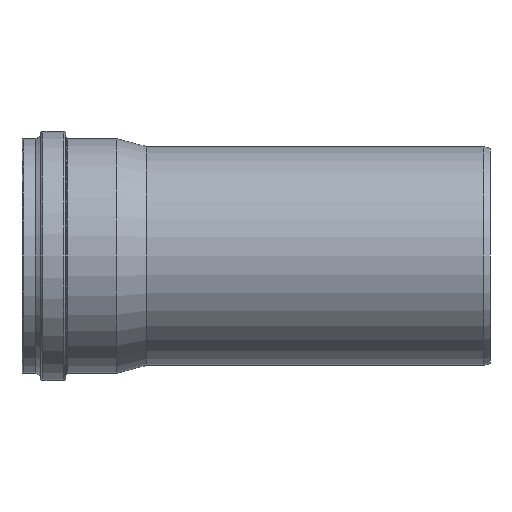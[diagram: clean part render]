
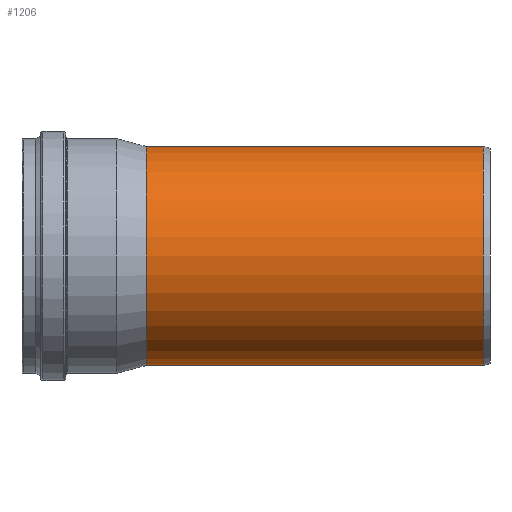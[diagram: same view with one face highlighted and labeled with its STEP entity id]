
A CAD part, left-side view. The second image highlights one B-rep face of the part: STEP entity #1206.
In plain terms, the highlighted cylindrical face has radius 200 mm (diameter 400 mm), a full revolution.
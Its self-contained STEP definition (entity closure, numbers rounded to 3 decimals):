
#110=FACE_OUTER_BOUND('',#183,.T.);
#183=EDGE_LOOP('',(#973,#974,#975,#976,#977,#978,#979,#980,#981));
#294=CIRCLE('',#1376,200.);
#295=CIRCLE('',#1378,200.);
#385=LINE('',#2335,#425);
#386=LINE('',#2336,#426);
#425=VECTOR('',#1737,200.);
#426=VECTOR('',#1738,200.);
#443=B_SPLINE_CURVE_WITH_KNOTS('',3,(#1955,#1956,#1957,#1958,#1959,#1960,
#1961,#1962,#1963,#1964,#1965,#1966,#1967,#1968,#1969,#1970,#1971,#1972,
#1973,#1974,#1975,#1976),.UNSPECIFIED.,.F.,.F.,(4,2,2,2,2,2,2,2,2,2,4),
(0.,1.627,3.254,6.509,9.763,
13.017,16.163,19.309,22.455,24.028,
25.601),.UNSPECIFIED.);
#444=B_SPLINE_CURVE_WITH_KNOTS('',3,(#1978,#1979,#1980,#1981,#1982,#1983,
#1984,#1985,#1986,#1987,#1988,#1989,#1990,#1991,#1992,#1993,#1994,#1995,
#1996,#1997,#1998,#1999),.UNSPECIFIED.,.F.,.F.,(4,2,2,2,2,2,2,2,2,2,4),
(76.38,77.943,79.506,82.631,85.757,
88.882,92.051,95.22,98.388,99.973,
101.557),.UNSPECIFIED.);
#445=B_SPLINE_CURVE_WITH_KNOTS('',3,(#2003,#2004,#2005,#2006,#2007,#2008,
#2009,#2010,#2011,#2012,#2013,#2014,#2015,#2016,#2017,#2018,#2019,#2020,
#2021,#2022,#2023,#2024,#2025,#2026,#2027,#2028,#2029,#2030,#2031,#2032,
#2033,#2034,#2035,#2036,#2037,#2038,#2039,#2040,#2041,#2042,#2043,#2044),
 .UNSPECIFIED.,.F.,.F.,(4,2,2,2,2,2,2,2,2,2,2,2,2,2,2,2,2,2,2,2,4),(25.601,
27.174,28.747,31.893,35.039,38.185,
41.44,44.694,47.948,49.575,51.203,
52.787,54.371,57.54,60.709,63.878,
67.003,70.129,73.254,74.817,76.38),
 .UNSPECIFIED.);
#449=VERTEX_POINT('',#1953);
#450=VERTEX_POINT('',#1954);
#451=VERTEX_POINT('',#1977);
#518=VERTEX_POINT('',#2329);
#519=VERTEX_POINT('',#2333);
#574=EDGE_CURVE('',#449,#450,#443,.T.);
#575=EDGE_CURVE('',#451,#449,#444,.T.);
#578=EDGE_CURVE('',#450,#451,#445,.T.);
#678=EDGE_CURVE('',#518,#518,#294,.T.);
#680=EDGE_CURVE('',#519,#519,#295,.T.);
#681=EDGE_CURVE('',#519,#450,#385,.T.);
#682=EDGE_CURVE('',#451,#518,#386,.T.);
#973=ORIENTED_EDGE('',*,*,#680,.F.);
#974=ORIENTED_EDGE('',*,*,#681,.T.);
#975=ORIENTED_EDGE('',*,*,#578,.T.);
#976=ORIENTED_EDGE('',*,*,#682,.T.);
#977=ORIENTED_EDGE('',*,*,#678,.T.);
#978=ORIENTED_EDGE('',*,*,#682,.F.);
#979=ORIENTED_EDGE('',*,*,#575,.T.);
#980=ORIENTED_EDGE('',*,*,#574,.T.);
#981=ORIENTED_EDGE('',*,*,#681,.F.);
#1160=CYLINDRICAL_SURFACE('',#1377,200.);
#1206=ADVANCED_FACE('',(#110),#1160,.T.);
#1376=AXIS2_PLACEMENT_3D('',#2330,#1730,#1731);
#1377=AXIS2_PLACEMENT_3D('',#2332,#1733,#1734);
#1378=AXIS2_PLACEMENT_3D('',#2334,#1735,#1736);
#1730=DIRECTION('center_axis',(0.,1.,0.));
#1731=DIRECTION('ref_axis',(1.,0.,0.));
#1733=DIRECTION('center_axis',(0.,1.,0.));
#1734=DIRECTION('ref_axis',(-1.,0.,0.));
#1735=DIRECTION('center_axis',(0.,1.,0.));
#1736=DIRECTION('ref_axis',(1.,0.,0.));
#1737=DIRECTION('',(0.,-1.,0.));
#1738=DIRECTION('',(0.,-1.,0.));
#1953=CARTESIAN_POINT('',(123.071,359.373,157.65));
#1954=CARTESIAN_POINT('',(200.,520.532,0.));
#1955=CARTESIAN_POINT('Ctrl Pts',(123.071,359.373,157.65));
#1956=CARTESIAN_POINT('Ctrl Pts',(123.071,364.797,157.65));
#1957=CARTESIAN_POINT('Ctrl Pts',(123.432,370.208,157.37));
#1958=CARTESIAN_POINT('Ctrl Pts',(124.817,380.936,156.274));
#1959=CARTESIAN_POINT('Ctrl Pts',(125.841,386.255,155.457));
#1960=CARTESIAN_POINT('Ctrl Pts',(129.743,401.982,152.244));
#1961=CARTESIAN_POINT('Ctrl Pts',(133.45,412.168,149.083));
#1962=CARTESIAN_POINT('Ctrl Pts',(141.976,431.56,140.987));
#1963=CARTESIAN_POINT('Ctrl Pts',(146.791,440.778,136.045));
#1964=CARTESIAN_POINT('Ctrl Pts',(156.532,457.889,124.713));
#1965=CARTESIAN_POINT('Ctrl Pts',(161.457,465.78,118.319));
#1966=CARTESIAN_POINT('Ctrl Pts',(170.494,479.648,104.859));
#1967=CARTESIAN_POINT('Ctrl Pts',(174.969,486.189,97.325));
#1968=CARTESIAN_POINT('Ctrl Pts',(183.238,497.942,80.685));
#1969=CARTESIAN_POINT('Ctrl Pts',(187.028,503.155,71.579));
#1970=CARTESIAN_POINT('Ctrl Pts',(193.315,511.684,52.273));
#1971=CARTESIAN_POINT('Ctrl Pts',(195.815,515.006,42.051));
#1972=CARTESIAN_POINT('Ctrl Pts',(198.323,518.325,26.382));
#1973=CARTESIAN_POINT('Ctrl Pts',(198.954,519.157,21.103));
#1974=CARTESIAN_POINT('Ctrl Pts',(199.793,520.26,10.534));
#1975=CARTESIAN_POINT('Ctrl Pts',(200.,520.532,5.243));
#1976=CARTESIAN_POINT('Ctrl Pts',(200.,520.532,0.));
#1977=CARTESIAN_POINT('',(200.,204.932,0.));
#1978=CARTESIAN_POINT('Ctrl Pts',(200.,204.932,0.));
#1979=CARTESIAN_POINT('Ctrl Pts',(200.,204.932,5.209));
#1980=CARTESIAN_POINT('Ctrl Pts',(199.795,205.183,10.473));
#1981=CARTESIAN_POINT('Ctrl Pts',(198.964,206.204,21.007));
#1982=CARTESIAN_POINT('Ctrl Pts',(198.337,206.975,26.276));
#1983=CARTESIAN_POINT('Ctrl Pts',(195.839,210.063,41.938));
#1984=CARTESIAN_POINT('Ctrl Pts',(193.341,213.164,52.185));
#1985=CARTESIAN_POINT('Ctrl Pts',(187.027,221.177,71.588));
#1986=CARTESIAN_POINT('Ctrl Pts',(183.207,226.097,80.766));
#1987=CARTESIAN_POINT('Ctrl Pts',(174.839,237.267,97.568));
#1988=CARTESIAN_POINT('Ctrl Pts',(170.293,243.516,105.194));
#1989=CARTESIAN_POINT('Ctrl Pts',(161.178,256.737,118.697));
#1990=CARTESIAN_POINT('Ctrl Pts',(156.251,264.221,125.065));
#1991=CARTESIAN_POINT('Ctrl Pts',(146.512,280.537,136.344));
#1992=CARTESIAN_POINT('Ctrl Pts',(141.703,289.368,141.26));
#1993=CARTESIAN_POINT('Ctrl Pts',(133.226,308.045,149.281));
#1994=CARTESIAN_POINT('Ctrl Pts',(129.563,317.91,152.395));
#1995=CARTESIAN_POINT('Ctrl Pts',(125.745,333.195,155.534));
#1996=CARTESIAN_POINT('Ctrl Pts',(124.751,338.371,156.327));
#1997=CARTESIAN_POINT('Ctrl Pts',(123.413,348.82,157.384));
#1998=CARTESIAN_POINT('Ctrl Pts',(123.071,354.092,157.65));
#1999=CARTESIAN_POINT('Ctrl Pts',(123.071,359.373,157.65));
#2003=CARTESIAN_POINT('Ctrl Pts',(200.,520.532,0.));
#2004=CARTESIAN_POINT('Ctrl Pts',(200.,520.532,-5.243));
#2005=CARTESIAN_POINT('Ctrl Pts',(199.793,520.26,-10.534));
#2006=CARTESIAN_POINT('Ctrl Pts',(198.954,519.157,-21.103));
#2007=CARTESIAN_POINT('Ctrl Pts',(198.323,518.325,-26.382));
#2008=CARTESIAN_POINT('Ctrl Pts',(195.815,515.006,-42.051));
#2009=CARTESIAN_POINT('Ctrl Pts',(193.315,511.684,-52.273));
#2010=CARTESIAN_POINT('Ctrl Pts',(187.028,503.155,-71.579));
#2011=CARTESIAN_POINT('Ctrl Pts',(183.238,497.942,-80.685));
#2012=CARTESIAN_POINT('Ctrl Pts',(174.969,486.189,-97.325));
#2013=CARTESIAN_POINT('Ctrl Pts',(170.494,479.648,-104.859));
#2014=CARTESIAN_POINT('Ctrl Pts',(161.457,465.78,-118.319));
#2015=CARTESIAN_POINT('Ctrl Pts',(156.532,457.889,-124.713));
#2016=CARTESIAN_POINT('Ctrl Pts',(146.791,440.778,-136.045));
#2017=CARTESIAN_POINT('Ctrl Pts',(141.976,431.56,-140.987));
#2018=CARTESIAN_POINT('Ctrl Pts',(133.45,412.168,-149.083));
#2019=CARTESIAN_POINT('Ctrl Pts',(129.743,401.982,-152.244));
#2020=CARTESIAN_POINT('Ctrl Pts',(125.841,386.255,-155.457));
#2021=CARTESIAN_POINT('Ctrl Pts',(124.817,380.936,-156.274));
#2022=CARTESIAN_POINT('Ctrl Pts',(123.432,370.208,-157.37));
#2023=CARTESIAN_POINT('Ctrl Pts',(123.071,364.797,-157.65));
#2024=CARTESIAN_POINT('Ctrl Pts',(123.071,354.092,-157.65));
#2025=CARTESIAN_POINT('Ctrl Pts',(123.413,348.82,-157.384));
#2026=CARTESIAN_POINT('Ctrl Pts',(124.751,338.371,-156.327));
#2027=CARTESIAN_POINT('Ctrl Pts',(125.745,333.195,-155.534));
#2028=CARTESIAN_POINT('Ctrl Pts',(129.563,317.91,-152.395));
#2029=CARTESIAN_POINT('Ctrl Pts',(133.226,308.045,-149.281));
#2030=CARTESIAN_POINT('Ctrl Pts',(141.703,289.368,-141.26));
#2031=CARTESIAN_POINT('Ctrl Pts',(146.512,280.537,-136.344));
#2032=CARTESIAN_POINT('Ctrl Pts',(156.251,264.221,-125.065));
#2033=CARTESIAN_POINT('Ctrl Pts',(161.178,256.737,-118.697));
#2034=CARTESIAN_POINT('Ctrl Pts',(170.293,243.516,-105.194));
#2035=CARTESIAN_POINT('Ctrl Pts',(174.839,237.267,-97.568));
#2036=CARTESIAN_POINT('Ctrl Pts',(183.207,226.097,-80.766));
#2037=CARTESIAN_POINT('Ctrl Pts',(187.027,221.177,-71.588));
#2038=CARTESIAN_POINT('Ctrl Pts',(193.341,213.164,-52.185));
#2039=CARTESIAN_POINT('Ctrl Pts',(195.839,210.063,-41.938));
#2040=CARTESIAN_POINT('Ctrl Pts',(198.337,206.975,-26.276));
#2041=CARTESIAN_POINT('Ctrl Pts',(198.964,206.204,-21.007));
#2042=CARTESIAN_POINT('Ctrl Pts',(199.795,205.183,-10.473));
#2043=CARTESIAN_POINT('Ctrl Pts',(200.,204.932,-5.209));
#2044=CARTESIAN_POINT('Ctrl Pts',(200.,204.932,0.));
#2329=CARTESIAN_POINT('',(200.,12.,0.));
#2330=CARTESIAN_POINT('Origin',(0.,12.,0.));
#2332=CARTESIAN_POINT('Origin',(0.,320.17,0.));
#2333=CARTESIAN_POINT('',(200.,628.34,0.));
#2334=CARTESIAN_POINT('Origin',(0.,628.34,0.));
#2335=CARTESIAN_POINT('',(200.,320.17,0.));
#2336=CARTESIAN_POINT('',(200.,320.17,0.));
